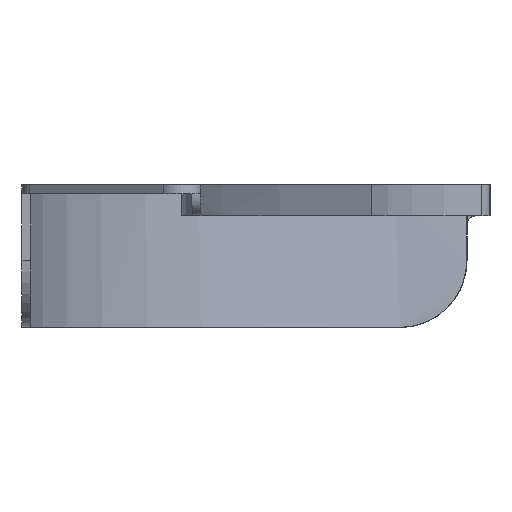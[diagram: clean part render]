
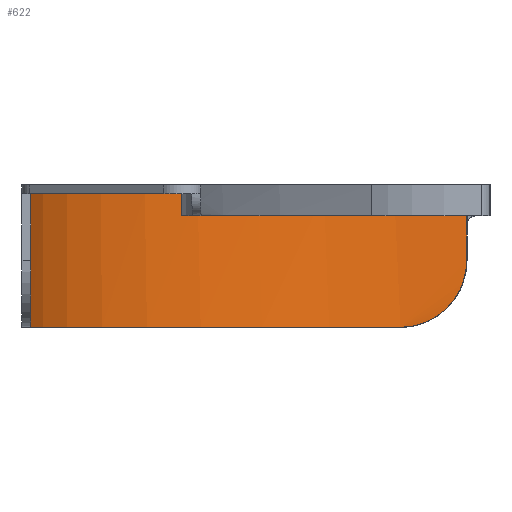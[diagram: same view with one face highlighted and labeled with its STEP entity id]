
A CAD part, left-side view. The second image highlights one B-rep face of the part: STEP entity #622.
In plain terms, the highlighted cylindrical face has radius 103.386 mm (diameter 206.773 mm), a partial arc.
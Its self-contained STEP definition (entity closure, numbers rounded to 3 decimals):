
#32=CIRCLE('',#689,103.386);
#33=CIRCLE('',#690,103.386);
#75=FACE_OUTER_BOUND('',#110,.T.);
#110=EDGE_LOOP('',(#455,#456,#457,#458,#459,#460));
#138=LINE('',#970,#189);
#158=LINE('',#1097,#209);
#159=LINE('',#1101,#210);
#189=VECTOR('',#743,10.);
#209=VECTOR('',#813,10.);
#210=VECTOR('',#816,10.);
#242=B_SPLINE_CURVE_WITH_KNOTS('',3,(#1065,#1066,#1067,#1068,#1069,#1070,
#1071,#1072,#1073,#1074,#1075,#1076,#1077,#1078),.UNSPECIFIED.,.F.,.F.,
(4,2,2,2,2,2,4),(4.552,5.117,5.682,5.966,
6.25,6.534,6.817),.UNSPECIFIED.);
#247=VERTEX_POINT('',#950);
#248=VERTEX_POINT('',#969);
#280=VERTEX_POINT('',#1064);
#282=VERTEX_POINT('',#1096);
#283=VERTEX_POINT('',#1098);
#284=VERTEX_POINT('',#1100);
#310=EDGE_CURVE('',#247,#248,#138,.T.);
#348=EDGE_CURVE('',#248,#280,#242,.T.);
#351=EDGE_CURVE('',#282,#247,#158,.T.);
#352=EDGE_CURVE('',#283,#282,#32,.T.);
#353=EDGE_CURVE('',#283,#284,#159,.T.);
#354=EDGE_CURVE('',#280,#284,#33,.T.);
#455=ORIENTED_EDGE('',*,*,#348,.F.);
#456=ORIENTED_EDGE('',*,*,#310,.F.);
#457=ORIENTED_EDGE('',*,*,#351,.F.);
#458=ORIENTED_EDGE('',*,*,#352,.F.);
#459=ORIENTED_EDGE('',*,*,#353,.T.);
#460=ORIENTED_EDGE('',*,*,#354,.F.);
#596=CYLINDRICAL_SURFACE('',#688,103.386);
#622=ADVANCED_FACE('',(#75),#596,.F.);
#688=AXIS2_PLACEMENT_3D('',#1095,#811,#812);
#689=AXIS2_PLACEMENT_3D('',#1099,#814,#815);
#690=AXIS2_PLACEMENT_3D('',#1102,#817,#818);
#743=DIRECTION('',(0.,0.,-1.));
#811=DIRECTION('center_axis',(0.,0.,-1.));
#812=DIRECTION('ref_axis',(0.086,0.996,0.));
#813=DIRECTION('',(0.,0.,-1.));
#814=DIRECTION('center_axis',(0.,0.,-1.));
#815=DIRECTION('ref_axis',(0.086,0.996,0.));
#816=DIRECTION('',(0.,0.,-1.));
#817=DIRECTION('center_axis',(0.,0.,1.));
#818=DIRECTION('ref_axis',(0.086,0.996,0.));
#950=CARTESIAN_POINT('',(103.258,5.149,-9.));
#969=CARTESIAN_POINT('',(103.258,5.149,-17.));
#970=CARTESIAN_POINT('',(103.258,5.149,-2.));
#1064=CARTESIAN_POINT('',(101.418,20.076,-32.));
#1065=CARTESIAN_POINT('Ctrl Pts',(103.258,5.149,-17.));
#1066=CARTESIAN_POINT('Ctrl Pts',(103.258,5.149,-18.884));
#1067=CARTESIAN_POINT('Ctrl Pts',(103.241,5.526,-20.893));
#1068=CARTESIAN_POINT('Ctrl Pts',(103.148,7.054,-24.589));
#1069=CARTESIAN_POINT('Ctrl Pts',(103.069,8.206,-26.275));
#1070=CARTESIAN_POINT('Ctrl Pts',(102.884,10.199,-28.275));
#1071=CARTESIAN_POINT('Ctrl Pts',(102.808,10.951,-28.902));
#1072=CARTESIAN_POINT('Ctrl Pts',(102.621,12.587,-30.005));
#1073=CARTESIAN_POINT('Ctrl Pts',(102.509,13.471,-30.482));
#1074=CARTESIAN_POINT('Ctrl Pts',(102.251,15.31,-31.246));
#1075=CARTESIAN_POINT('Ctrl Pts',(102.103,16.267,-31.534));
#1076=CARTESIAN_POINT('Ctrl Pts',(101.779,18.186,-31.911));
#1077=CARTESIAN_POINT('Ctrl Pts',(101.602,19.148,-32.));
#1078=CARTESIAN_POINT('Ctrl Pts',(101.418,20.076,-32.));
#1095=CARTESIAN_POINT('Origin',(0.,0.,-2.));
#1096=CARTESIAN_POINT('',(103.258,5.149,-2.));
#1097=CARTESIAN_POINT('',(103.258,5.149,-2.));
#1098=CARTESIAN_POINT('',(8.93,103.,-2.));
#1099=CARTESIAN_POINT('Origin',(0.,0.,-2.));
#1100=CARTESIAN_POINT('',(8.93,103.,-32.));
#1101=CARTESIAN_POINT('',(8.93,103.,-2.));
#1102=CARTESIAN_POINT('Origin',(0.,0.,-32.));
